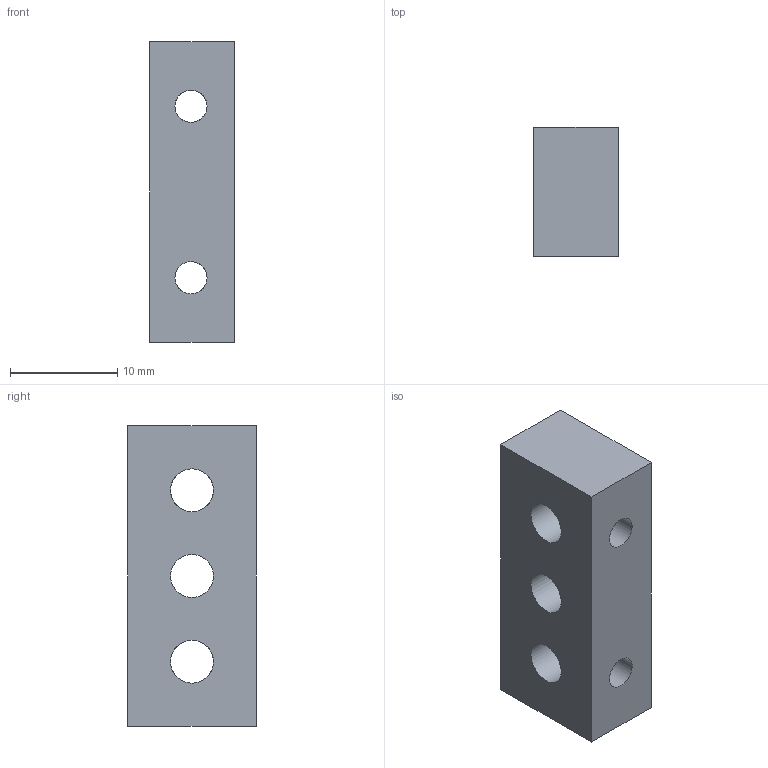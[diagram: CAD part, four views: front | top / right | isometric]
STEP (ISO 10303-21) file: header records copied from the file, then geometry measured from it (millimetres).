
FILE_DESCRIPTION(/* description */ (''),/* implementation_level */ '2;1');
FILE_NAME(/* name */ 'Matrix_09-0004.ipt.stp',/* time_stamp */ '2014-12-18T17:42:54-08:00',/* author */ ('Autodesk Inc.'),/* organization */ ('Autodesk Inc.'),/* preprocessor_version */ 'ST-DEVELOPER v15.6',/* originating_system */ 'Autodesk Inventor 2015',/* authorisation */ '');
FILE_SCHEMA (('AUTOMOTIVE_DESIGN { 1 0 10303 214 3 1 1 }'));
Length unit declared in the file: millimetre
Products named in the file (1): Matrix_09-0004
Bounding box: 7.9 x 12 x 28 mm (x, y, z)
Volume: 2239.1 mm3; surface area: 1630.2 mm2
Topology: 1 solids, 1 shells, 13 faces, 40 edges, 29 vertices
Faces by surface type: cylinder 7, plane 6
Full cylindrical faces by diameter (mm): 3 x4, 4 x3
Entity records: 570 total; most frequent: CARTESIAN_POINT 226, DIRECTION 60, ORIENTED_EDGE 52, EDGE_LOOP 34, EDGE_CURVE 26, AXIS2_PLACEMENT_3D 24, VERTEX_POINT 22, FACE_BOUND 21
